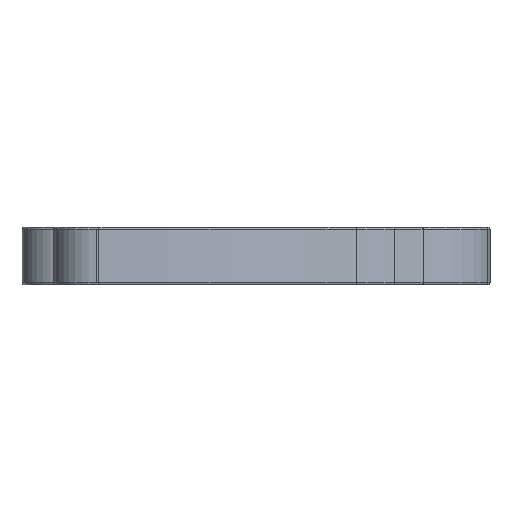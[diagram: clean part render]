
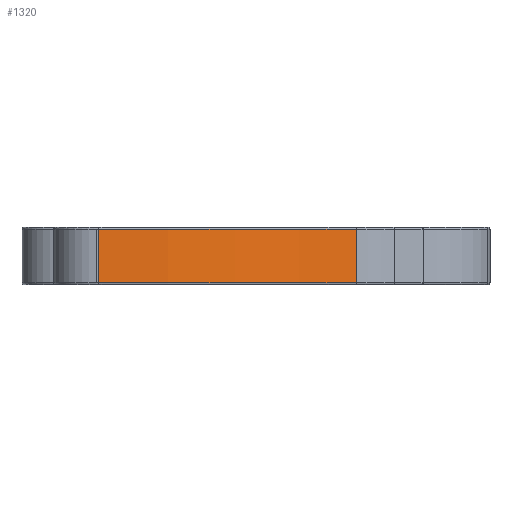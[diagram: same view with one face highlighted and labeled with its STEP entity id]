
A CAD part, left-side view. The second image highlights one B-rep face of the part: STEP entity #1320.
In plain terms, the highlighted cylindrical face has radius 60.629 mm (diameter 121.259 mm), a partial arc.
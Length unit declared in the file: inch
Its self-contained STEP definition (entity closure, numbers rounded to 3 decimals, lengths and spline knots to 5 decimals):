
#40 = CARTESIAN_POINT ( 'NONE',  ( 0.05581, -4.96802, 0.305 ) ) ;
#250 = ORIENTED_EDGE ( 'NONE', *, *, #1016, .F. ) ;
#293 = DIRECTION ( 'NONE',  ( 0., 0., -1. ) ) ;
#477 = VERTEX_POINT ( 'NONE', #40 ) ;
#618 = CARTESIAN_POINT ( 'NONE',  ( 0.59092, -6.3882, 0.315 ) ) ;
#665 = DIRECTION ( 'NONE',  ( -1., 0., 0. ) ) ;
#758 = EDGE_CURVE ( 'NONE', #3318, #477, #1594, .T. ) ;
#907 = CARTESIAN_POINT ( 'NONE',  ( 0.59092, -6.3882, 0.305 ) ) ;
#989 = EDGE_CURVE ( 'NONE', #477, #2350, #1900, .T. ) ;
#1016 = EDGE_CURVE ( 'NONE', #3318, #2764, #1732, .T. ) ;
#1035 = DIRECTION ( 'NONE',  ( 0., 0., 1. ) ) ;
#1320 = ADVANCED_FACE ( 'NONE', ( #1362 ), #3374, .T. ) ;
#1335 = DIRECTION ( 'NONE',  ( 0., 0., -1. ) ) ;
#1362 = FACE_OUTER_BOUND ( 'NONE', #3375, .T. ) ;
#1376 = EDGE_CURVE ( 'NONE', #2350, #2764, #2559, .T. ) ;
#1391 = DIRECTION ( 'NONE',  ( 0., 0., -1. ) ) ;
#1594 = CIRCLE ( 'NONE', #2376, 2.38698 ) ;
#1644 = VECTOR ( 'NONE', #1391, 39.37008 ) ;
#1732 = LINE ( 'NONE', #618, #1644 ) ;
#1807 = AXIS2_PLACEMENT_3D ( 'NONE', #2333, #293, #665 ) ;
#1900 = LINE ( 'NONE', #2750, #2549 ) ;
#2251 = CARTESIAN_POINT ( 'NONE',  ( 2.44117, -4.88014, 0.01 ) ) ;
#2333 = CARTESIAN_POINT ( 'NONE',  ( 2.44117, -4.88014, 0.315 ) ) ;
#2350 = VERTEX_POINT ( 'NONE', #3326 ) ;
#2362 = AXIS2_PLACEMENT_3D ( 'NONE', #2251, #1035, #3536 ) ;
#2376 = AXIS2_PLACEMENT_3D ( 'NONE', #2668, #1335, #3214 ) ;
#2549 = VECTOR ( 'NONE', #2739, 39.37008 ) ;
#2559 = CIRCLE ( 'NONE', #2362, 2.38698 ) ;
#2598 = ORIENTED_EDGE ( 'NONE', *, *, #989, .T. ) ;
#2668 = CARTESIAN_POINT ( 'NONE',  ( 2.44117, -4.88014, 0.305 ) ) ;
#2739 = DIRECTION ( 'NONE',  ( 0., 0., -1. ) ) ;
#2750 = CARTESIAN_POINT ( 'NONE',  ( 0.05581, -4.96802, 0.315 ) ) ;
#2764 = VERTEX_POINT ( 'NONE', #3525 ) ;
#3017 = ORIENTED_EDGE ( 'NONE', *, *, #1376, .T. ) ;
#3214 = DIRECTION ( 'NONE',  ( 1., 0., 0. ) ) ;
#3243 = ORIENTED_EDGE ( 'NONE', *, *, #758, .T. ) ;
#3318 = VERTEX_POINT ( 'NONE', #907 ) ;
#3326 = CARTESIAN_POINT ( 'NONE',  ( 0.05581, -4.96802, 0.01 ) ) ;
#3374 = CYLINDRICAL_SURFACE ( 'NONE', #1807, 2.38698 ) ;
#3375 = EDGE_LOOP ( 'NONE', ( #250, #3243, #2598, #3017 ) ) ;
#3525 = CARTESIAN_POINT ( 'NONE',  ( 0.59092, -6.3882, 0.01 ) ) ;
#3536 = DIRECTION ( 'NONE',  ( 1., 0., 0. ) ) ;
